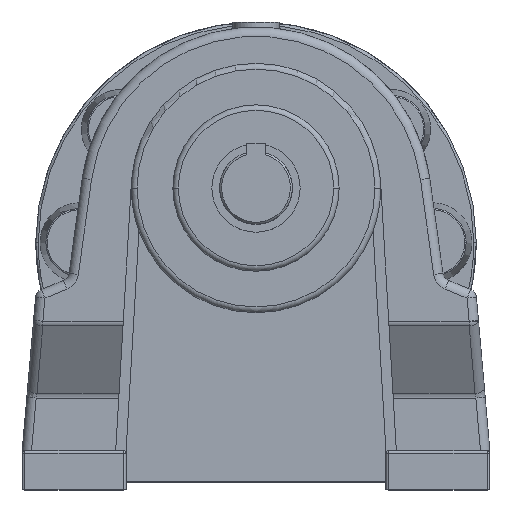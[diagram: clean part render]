
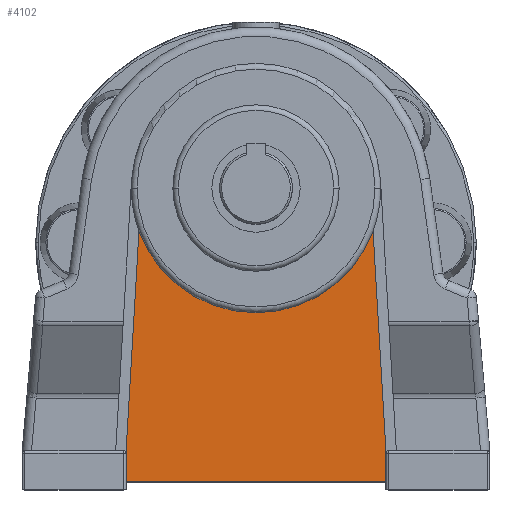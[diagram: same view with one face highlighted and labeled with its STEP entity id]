
A CAD part, top view. The second image highlights one B-rep face of the part: STEP entity #4102.
In plain terms, the highlighted planar face has unit normal (0, 0, 1).
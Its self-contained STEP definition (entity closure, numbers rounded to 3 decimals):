
#37 = EDGE_CURVE ( 'NONE', #3159, #2331, #1964, .T. ) ;
#269 = FACE_OUTER_BOUND ( 'NONE', #338, .T. ) ;
#338 = EDGE_LOOP ( 'NONE', ( #1143, #8205, #4441, #6314, #3496, #3107 ) ) ;
#343 = DIRECTION ( 'NONE',  ( 0., 0., 1. ) ) ;
#418 = DIRECTION ( 'NONE',  ( 0., 1., 0. ) ) ;
#516 = CARTESIAN_POINT ( 'NONE',  ( 50., -101., -10.417 ) ) ;
#549 = CARTESIAN_POINT ( 'NONE',  ( -50., -101., -10.417 ) ) ;
#711 = VERTEX_POINT ( 'NONE', #516 ) ;
#1143 = ORIENTED_EDGE ( 'NONE', *, *, #37, .T. ) ;
#1231 = CARTESIAN_POINT ( 'NONE',  ( -50., -101., -10.417 ) ) ;
#1301 = VECTOR ( 'NONE', #418, 1000. ) ;
#1354 = CARTESIAN_POINT ( 'NONE',  ( 50., -113., -10.417 ) ) ;
#1369 = VECTOR ( 'NONE', #4406, 1000. ) ;
#1844 = DIRECTION ( 'NONE',  ( -0.058, 0.998, 0. ) ) ;
#1964 = LINE ( 'NONE', #549, #7961 ) ;
#2129 = DIRECTION ( 'NONE',  ( -0.058, -0.998, 0. ) ) ;
#2215 = CARTESIAN_POINT ( 'NONE',  ( -50., -113., -10.417 ) ) ;
#2331 = VERTEX_POINT ( 'NONE', #2215 ) ;
#2534 = EDGE_CURVE ( 'NONE', #3504, #711, #4106, .T. ) ;
#2918 = EDGE_CURVE ( 'NONE', #6519, #3159, #7810, .T. ) ;
#2967 = AXIS2_PLACEMENT_3D ( 'NONE', #6207, #4917, #6801 ) ;
#3107 = ORIENTED_EDGE ( 'NONE', *, *, #2918, .T. ) ;
#3159 = VERTEX_POINT ( 'NONE', #1231 ) ;
#3496 = ORIENTED_EDGE ( 'NONE', *, *, #4918, .T. ) ;
#3504 = VERTEX_POINT ( 'NONE', #1354 ) ;
#3747 = CARTESIAN_POINT ( 'NONE',  ( 50., -101., -10.417 ) ) ;
#4102 = ADVANCED_FACE ( 'NONE', ( #269 ), #6069, .T. ) ;
#4106 = LINE ( 'NONE', #4251, #1301 ) ;
#4244 = VERTEX_POINT ( 'NONE', #7830 ) ;
#4251 = CARTESIAN_POINT ( 'NONE',  ( 50., -113., -10.417 ) ) ;
#4406 = DIRECTION ( 'NONE',  ( 1., 0., 0. ) ) ;
#4441 = ORIENTED_EDGE ( 'NONE', *, *, #2534, .T. ) ;
#4741 = LINE ( 'NONE', #8245, #1369 ) ;
#4918 = EDGE_CURVE ( 'NONE', #4244, #6519, #7858, .T. ) ;
#4917 = DIRECTION ( 'NONE',  ( 0., 0., -1. ) ) ;
#5019 = DIRECTION ( 'NONE',  ( 0., -1., 0. ) ) ;
#5293 = CARTESIAN_POINT ( 'NONE',  ( -45.053, -16.561, -10.417 ) ) ;
#5299 = EDGE_CURVE ( 'NONE', #2331, #3504, #4741, .T. ) ;
#5320 = AXIS2_PLACEMENT_3D ( 'NONE', #8014, #343, #5461 ) ;
#5461 = DIRECTION ( 'NONE',  ( 1., 0., 0. ) ) ;
#5776 = EDGE_CURVE ( 'NONE', #711, #4244, #6431, .T. ) ;
#6069 = PLANE ( 'NONE',  #5320 ) ;
#6117 = VECTOR ( 'NONE', #2129, 1000. ) ;
#6207 = CARTESIAN_POINT ( 'NONE',  ( 0., 0., -10.417 ) ) ;
#6314 = ORIENTED_EDGE ( 'NONE', *, *, #5776, .T. ) ;
#6431 = LINE ( 'NONE', #3747, #7737 ) ;
#6519 = VERTEX_POINT ( 'NONE', #7443 ) ;
#6801 = DIRECTION ( 'NONE',  ( 1., 0., 0. ) ) ;
#7443 = CARTESIAN_POINT ( 'NONE',  ( -45.053, -16.561, -10.417 ) ) ;
#7737 = VECTOR ( 'NONE', #1844, 1000. ) ;
#7810 = LINE ( 'NONE', #5293, #6117 ) ;
#7830 = CARTESIAN_POINT ( 'NONE',  ( 45.053, -16.561, -10.417 ) ) ;
#7858 = CIRCLE ( 'NONE', #2967, 48. ) ;
#7961 = VECTOR ( 'NONE', #5019, 1000. ) ;
#8014 = CARTESIAN_POINT ( 'NONE',  ( 0., 0., -10.417 ) ) ;
#8205 = ORIENTED_EDGE ( 'NONE', *, *, #5299, .T. ) ;
#8245 = CARTESIAN_POINT ( 'NONE',  ( -50., -113., -10.417 ) ) ;
